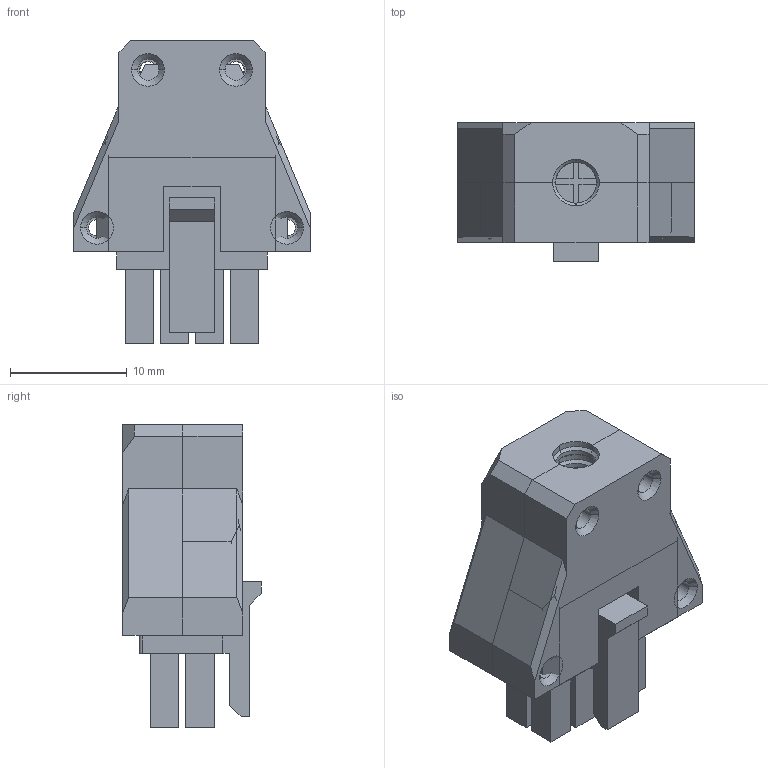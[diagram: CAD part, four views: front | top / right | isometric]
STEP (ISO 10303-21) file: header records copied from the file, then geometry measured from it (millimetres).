
FILE_DESCRIPTION (( 'STEP AP214' ), '1' );
FILE_NAME ('MX3.0-8P-CASE.STEP', '2024-09-25T03:00:17', ( '' ), ( '' ), 'SwSTEP 2.0', 'SolidWorks 2023', '' );
FILE_SCHEMA (( 'AUTOMOTIVE_DESIGN' ));
Length unit declared in the file: millimetre
Products named in the file (5): Part3_默认; MX3.0-8P-CASE; Part2_默认; Part4_默认; 430250810_默认
Assembly tree (4 placements, depth 2):
  MX3.0-8P-CASE
    430250810_默认
    Part2_默认
    Part3_默认
    Part4_默认
Bounding box: 20.25 x 11.83 x 25.88 mm (x, y, z)
Volume: 3166.7 mm3; surface area: 4018.9 mm2
Topology: 4 solids, 4 shells, 381 faces, 997 edges, 650 vertices
Faces by surface type: plane 277, cylinder 54, cone 28, bspline 22
Entity records: 13959 total; most frequent: CARTESIAN_POINT 3771, ORIENTED_EDGE 1994, DIRECTION 1693, EDGE_CURVE 997, LINE 781, VECTOR 781, VERTEX_POINT 650, AXIS2_PLACEMENT_3D 456
